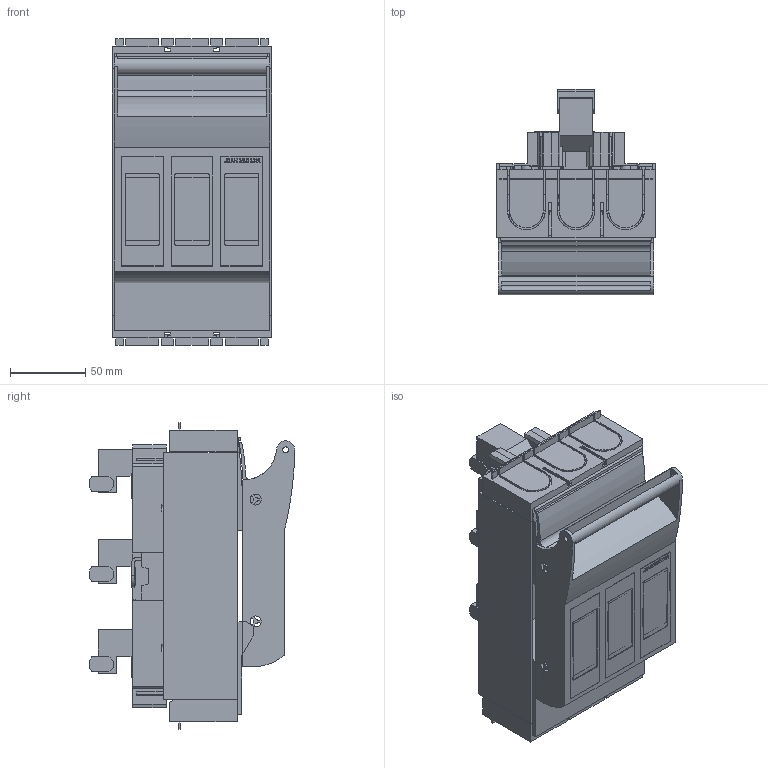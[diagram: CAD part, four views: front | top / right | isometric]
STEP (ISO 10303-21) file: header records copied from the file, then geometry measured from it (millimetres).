
FILE_DESCRIPTION(('CATIA V5 STEP'),'2;1');
FILE_NAME('T0708_NH-Sicherungslasttrennschalter-KETO-00-3_60_Au_R95.stp','2019-02-01T08:51:51+00:00',('none'),('Jean Müller GmbH'),'CATIA Version 5 Release 19 SP 9 (IN-10)','CATIA V5 STEP AP214','none');
FILE_SCHEMA(('AUTOMOTIVE_DESIGN { 1 0 10303 214 1 1 1 1 }'));
Products named in the file (1): T0708_NH-Sicherungslasttrennschalter-KETO-00-3/60/Au/R95
Bounding box: 105.8 x 136.49 x 204 mm (x, y, z)
Volume: 739113.4 mm3; surface area: 367882.4 mm2
Topology: 25 solids, 39 shells, 2884 faces, 8755 edges, 5883 vertices
Faces by surface type: plane 2327, cylinder 398, cone 81, torus 54, extrusion 24
Entity records: 91574 total; most frequent: CARTESIAN_POINT 17590, ORIENTED_EDGE 17510, DIRECTION 11858, EDGE_CURVE 8755, VECTOR 7270, LINE 7246, VERTEX_POINT 5883, EDGE_LOOP 3080
